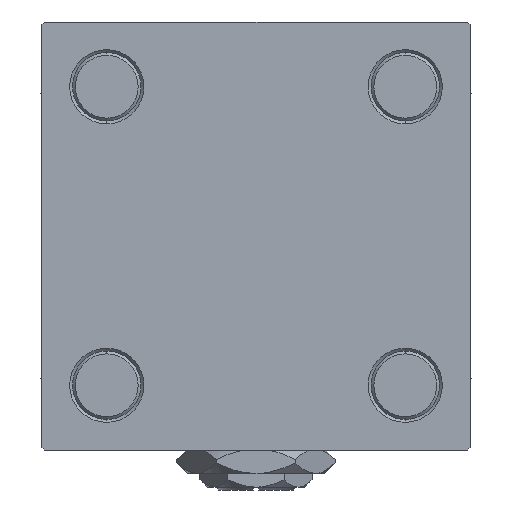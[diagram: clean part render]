
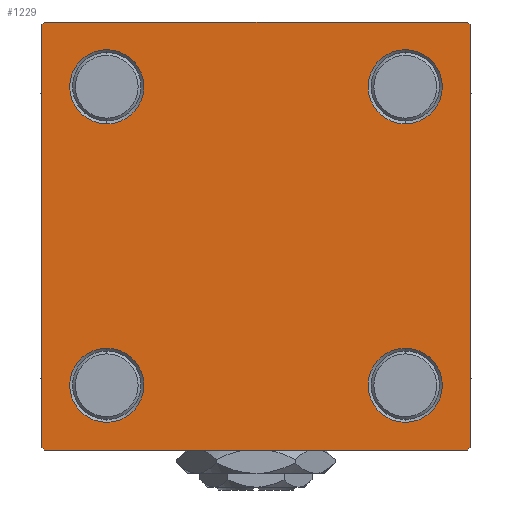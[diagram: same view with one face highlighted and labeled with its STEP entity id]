
A CAD part, left-side view. The second image highlights one B-rep face of the part: STEP entity #1229.
In plain terms, the highlighted planar face has unit normal (-1, 0, 0).
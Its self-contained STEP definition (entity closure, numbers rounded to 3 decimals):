
#780 = VECTOR ( 'NONE', #41872, 1000. ) ;
#897 = VERTEX_POINT ( 'NONE', #22105 ) ;
#1229 = ADVANCED_FACE ( 'NONE', ( #26150, #42324, #45981, #30581, #46227 ), #10249, .T. ) ;
#1480 = DIRECTION ( 'NONE',  ( 0., 0., 1. ) ) ;
#1705 = DIRECTION ( 'NONE',  ( 0., -1., 0. ) ) ;
#1843 = DIRECTION ( 'NONE',  ( 0., -0.707, 0.707 ) ) ;
#1869 = DIRECTION ( 'NONE',  ( 0., 0.707, -0.707 ) ) ;
#1981 = DIRECTION ( 'NONE',  ( 1., 0., 0. ) ) ;
#2266 = AXIS2_PLACEMENT_3D ( 'NONE', #27026, #30685, #10862 ) ;
#2571 = DIRECTION ( 'NONE',  ( 0., -0.707, -0.707 ) ) ;
#2604 = CARTESIAN_POINT ( 'NONE',  ( 0., 26.15, -26.15 ) ) ;
#2649 = LINE ( 'NONE', #33941, #40784 ) ;
#2853 = DIRECTION ( 'NONE',  ( 1., 0., 0. ) ) ;
#3185 = ORIENTED_EDGE ( 'NONE', *, *, #34465, .T. ) ;
#4239 = VERTEX_POINT ( 'NONE', #15486 ) ;
#5331 = VERTEX_POINT ( 'NONE', #5461 ) ;
#5461 = CARTESIAN_POINT ( 'NONE',  ( 0., -37.5, -37. ) ) ;
#5486 = VECTOR ( 'NONE', #1705, 1000. ) ;
#5524 = CARTESIAN_POINT ( 'NONE',  ( 0., -26.15, 32.65 ) ) ;
#5877 = CIRCLE ( 'NONE', #30044, 6.5 ) ;
#6079 = CARTESIAN_POINT ( 'NONE',  ( 0., 0., 0. ) ) ;
#6875 = CARTESIAN_POINT ( 'NONE',  ( 0., -26.15, 19.65 ) ) ;
#7620 = ORIENTED_EDGE ( 'NONE', *, *, #17185, .T. ) ;
#7794 = EDGE_CURVE ( 'NONE', #25328, #4239, #16530, .T. ) ;
#7886 = DIRECTION ( 'NONE',  ( 1., 0., 0. ) ) ;
#8313 = ORIENTED_EDGE ( 'NONE', *, *, #15557, .T. ) ;
#8349 = DIRECTION ( 'NONE',  ( 0., 0., 1. ) ) ;
#8481 = CARTESIAN_POINT ( 'NONE',  ( 0., -26.15, 26.15 ) ) ;
#8623 = CARTESIAN_POINT ( 'NONE',  ( 0., 37.5, 37.5 ) ) ;
#9027 = ORIENTED_EDGE ( 'NONE', *, *, #43953, .T. ) ;
#10249 = PLANE ( 'NONE',  #27241 ) ;
#10312 = EDGE_CURVE ( 'NONE', #40835, #14865, #48958, .T. ) ;
#10364 = ORIENTED_EDGE ( 'NONE', *, *, #37061, .T. ) ;
#10862 = DIRECTION ( 'NONE',  ( 0., 0., 1. ) ) ;
#11139 = VECTOR ( 'NONE', #35153, 1000. ) ;
#11979 = ORIENTED_EDGE ( 'NONE', *, *, #24236, .F. ) ;
#12031 = VECTOR ( 'NONE', #2571, 1000. ) ;
#12873 = ORIENTED_EDGE ( 'NONE', *, *, #10312, .T. ) ;
#13067 = ORIENTED_EDGE ( 'NONE', *, *, #7794, .T. ) ;
#13154 = CIRCLE ( 'NONE', #18122, 6.5 ) ;
#13211 = CARTESIAN_POINT ( 'NONE',  ( 0., 37.5, -37.5 ) ) ;
#13397 = EDGE_CURVE ( 'NONE', #31211, #27427, #26113, .T. ) ;
#14619 = DIRECTION ( 'NONE',  ( 0., 0.707, 0.707 ) ) ;
#14865 = VERTEX_POINT ( 'NONE', #50508 ) ;
#15066 = CARTESIAN_POINT ( 'NONE',  ( 0., 37.25, -37.25 ) ) ;
#15173 = ORIENTED_EDGE ( 'NONE', *, *, #31214, .T. ) ;
#15241 = EDGE_LOOP ( 'NONE', ( #35320, #19018, #12873, #8313, #11979, #34370, #32233, #15563 ) ) ;
#15288 = EDGE_LOOP ( 'NONE', ( #15173, #41548 ) ) ;
#15408 = VERTEX_POINT ( 'NONE', #28741 ) ;
#15486 = CARTESIAN_POINT ( 'NONE',  ( 0., 26.15, 32.65 ) ) ;
#15557 = EDGE_CURVE ( 'NONE', #14865, #5331, #49578, .T. ) ;
#15563 = ORIENTED_EDGE ( 'NONE', *, *, #41125, .T. ) ;
#15721 = CARTESIAN_POINT ( 'NONE',  ( 0., 26.15, 26.15 ) ) ;
#15844 = DIRECTION ( 'NONE',  ( 1., 0., 0. ) ) ;
#16156 = DIRECTION ( 'NONE',  ( 1., 0., 0. ) ) ;
#16255 = CARTESIAN_POINT ( 'NONE',  ( 0., -37., 37.5 ) ) ;
#16530 = CIRCLE ( 'NONE', #49046, 6.5 ) ;
#17185 = EDGE_CURVE ( 'NONE', #48158, #17673, #20053, .T. ) ;
#17623 = CARTESIAN_POINT ( 'NONE',  ( 0., 37.5, 37.5 ) ) ;
#17673 = VERTEX_POINT ( 'NONE', #5524 ) ;
#17906 = CARTESIAN_POINT ( 'NONE',  ( 0., 37.5, -37. ) ) ;
#18122 = AXIS2_PLACEMENT_3D ( 'NONE', #2604, #2853, #46673 ) ;
#19018 = ORIENTED_EDGE ( 'NONE', *, *, #25857, .T. ) ;
#19732 = CIRCLE ( 'NONE', #28916, 6.5 ) ;
#20053 = CIRCLE ( 'NONE', #37543, 6.5 ) ;
#20090 = CARTESIAN_POINT ( 'NONE',  ( 0., -26.15, -26.15 ) ) ;
#20132 = VECTOR ( 'NONE', #1843, 1000. ) ;
#20479 = DIRECTION ( 'NONE',  ( 0., 0., 1. ) ) ;
#21139 = DIRECTION ( 'NONE',  ( 0., 0., -1. ) ) ;
#21309 = CARTESIAN_POINT ( 'NONE',  ( 0., 26.15, -19.65 ) ) ;
#22105 = CARTESIAN_POINT ( 'NONE',  ( 0., 26.15, -32.65 ) ) ;
#24072 = DIRECTION ( 'NONE',  ( 0., 0., 1. ) ) ;
#24236 = EDGE_CURVE ( 'NONE', #31211, #5331, #50563, .T. ) ;
#24783 = CIRCLE ( 'NONE', #2266, 6.5 ) ;
#25328 = VERTEX_POINT ( 'NONE', #41334 ) ;
#25857 = EDGE_CURVE ( 'NONE', #36991, #40835, #50553, .T. ) ;
#26087 = EDGE_CURVE ( 'NONE', #15408, #36991, #44359, .T. ) ;
#26113 = LINE ( 'NONE', #50372, #30884 ) ;
#26150 = FACE_BOUND ( 'NONE', #40501, .T. ) ;
#26652 = VERTEX_POINT ( 'NONE', #43573 ) ;
#27026 = CARTESIAN_POINT ( 'NONE',  ( 0., -26.15, 26.15 ) ) ;
#27241 = AXIS2_PLACEMENT_3D ( 'NONE', #6079, #41814, #33462 ) ;
#27427 = VERTEX_POINT ( 'NONE', #16255 ) ;
#28699 = DIRECTION ( 'NONE',  ( 1., 0., 0. ) ) ;
#28741 = CARTESIAN_POINT ( 'NONE',  ( 0., 37.5, 37. ) ) ;
#28916 = AXIS2_PLACEMENT_3D ( 'NONE', #15721, #7886, #24072 ) ;
#29254 = EDGE_CURVE ( 'NONE', #46030, #27427, #41363, .T. ) ;
#30044 = AXIS2_PLACEMENT_3D ( 'NONE', #20090, #28699, #8349 ) ;
#30581 = FACE_BOUND ( 'NONE', #49933, .T. ) ;
#30685 = DIRECTION ( 'NONE',  ( 1., 0., 0. ) ) ;
#30884 = VECTOR ( 'NONE', #14619, 1000. ) ;
#31211 = VERTEX_POINT ( 'NONE', #45548 ) ;
#31214 = EDGE_CURVE ( 'NONE', #46848, #897, #42186, .T. ) ;
#31550 = CARTESIAN_POINT ( 'NONE',  ( 0., 26.15, 26.15 ) ) ;
#31936 = EDGE_CURVE ( 'NONE', #4239, #25328, #19732, .T. ) ;
#32210 = CIRCLE ( 'NONE', #38852, 6.5 ) ;
#32233 = ORIENTED_EDGE ( 'NONE', *, *, #29254, .F. ) ;
#33462 = DIRECTION ( 'NONE',  ( 0., 0., 1. ) ) ;
#33941 = CARTESIAN_POINT ( 'NONE',  ( 0., 37.25, 37.25 ) ) ;
#34370 = ORIENTED_EDGE ( 'NONE', *, *, #13397, .T. ) ;
#34465 = EDGE_CURVE ( 'NONE', #26652, #34865, #32210, .T. ) ;
#34865 = VERTEX_POINT ( 'NONE', #46566 ) ;
#35153 = DIRECTION ( 'NONE',  ( 0., 0., -1. ) ) ;
#35320 = ORIENTED_EDGE ( 'NONE', *, *, #26087, .T. ) ;
#35321 = VECTOR ( 'NONE', #21139, 1000. ) ;
#36190 = CARTESIAN_POINT ( 'NONE',  ( 0., 37., -37.5 ) ) ;
#36991 = VERTEX_POINT ( 'NONE', #17906 ) ;
#37061 = EDGE_CURVE ( 'NONE', #17673, #48158, #24783, .T. ) ;
#37543 = AXIS2_PLACEMENT_3D ( 'NONE', #8481, #40294, #20479 ) ;
#37575 = CARTESIAN_POINT ( 'NONE',  ( 0., -37.25, -37.25 ) ) ;
#37792 = EDGE_CURVE ( 'NONE', #897, #46848, #13154, .T. ) ;
#38778 = CARTESIAN_POINT ( 'NONE',  ( 0., 37., 37.5 ) ) ;
#38801 = CARTESIAN_POINT ( 'NONE',  ( 0., -37.5, 37.5 ) ) ;
#38852 = AXIS2_PLACEMENT_3D ( 'NONE', #51587, #15844, #42975 ) ;
#39006 = ORIENTED_EDGE ( 'NONE', *, *, #31936, .T. ) ;
#40294 = DIRECTION ( 'NONE',  ( 1., 0., 0. ) ) ;
#40501 = EDGE_LOOP ( 'NONE', ( #10364, #7620 ) ) ;
#40784 = VECTOR ( 'NONE', #1869, 1000. ) ;
#40835 = VERTEX_POINT ( 'NONE', #36190 ) ;
#41125 = EDGE_CURVE ( 'NONE', #46030, #15408, #2649, .T. ) ;
#41334 = CARTESIAN_POINT ( 'NONE',  ( 0., 26.15, 19.65 ) ) ;
#41363 = LINE ( 'NONE', #17623, #5486 ) ;
#41548 = ORIENTED_EDGE ( 'NONE', *, *, #37792, .T. ) ;
#41814 = DIRECTION ( 'NONE',  ( -1., 0., 0. ) ) ;
#41872 = DIRECTION ( 'NONE',  ( 0., -1., 0. ) ) ;
#42186 = CIRCLE ( 'NONE', #48881, 6.5 ) ;
#42324 = FACE_BOUND ( 'NONE', #47761, .T. ) ;
#42975 = DIRECTION ( 'NONE',  ( 0., 0., 1. ) ) ;
#43286 = DIRECTION ( 'NONE',  ( 0., 0., 1. ) ) ;
#43573 = CARTESIAN_POINT ( 'NONE',  ( 0., -26.15, -32.65 ) ) ;
#43953 = EDGE_CURVE ( 'NONE', #34865, #26652, #5877, .T. ) ;
#44359 = LINE ( 'NONE', #8623, #35321 ) ;
#45548 = CARTESIAN_POINT ( 'NONE',  ( 0., -37.5, 37. ) ) ;
#45981 = FACE_BOUND ( 'NONE', #15288, .T. ) ;
#46030 = VERTEX_POINT ( 'NONE', #38778 ) ;
#46227 = FACE_OUTER_BOUND ( 'NONE', #15241, .T. ) ;
#46566 = CARTESIAN_POINT ( 'NONE',  ( 0., -26.15, -19.65 ) ) ;
#46673 = DIRECTION ( 'NONE',  ( 0., 0., 1. ) ) ;
#46848 = VERTEX_POINT ( 'NONE', #21309 ) ;
#47761 = EDGE_LOOP ( 'NONE', ( #9027, #3185 ) ) ;
#48158 = VERTEX_POINT ( 'NONE', #6875 ) ;
#48727 = CARTESIAN_POINT ( 'NONE',  ( 0., 26.15, -26.15 ) ) ;
#48881 = AXIS2_PLACEMENT_3D ( 'NONE', #48727, #1981, #1480 ) ;
#48958 = LINE ( 'NONE', #13211, #780 ) ;
#49046 = AXIS2_PLACEMENT_3D ( 'NONE', #31550, #16156, #43286 ) ;
#49578 = LINE ( 'NONE', #37575, #20132 ) ;
#49933 = EDGE_LOOP ( 'NONE', ( #39006, #13067 ) ) ;
#50372 = CARTESIAN_POINT ( 'NONE',  ( 0., -37.25, 37.25 ) ) ;
#50508 = CARTESIAN_POINT ( 'NONE',  ( 0., -37., -37.5 ) ) ;
#50553 = LINE ( 'NONE', #15066, #12031 ) ;
#50563 = LINE ( 'NONE', #38801, #11139 ) ;
#51587 = CARTESIAN_POINT ( 'NONE',  ( 0., -26.15, -26.15 ) ) ;
